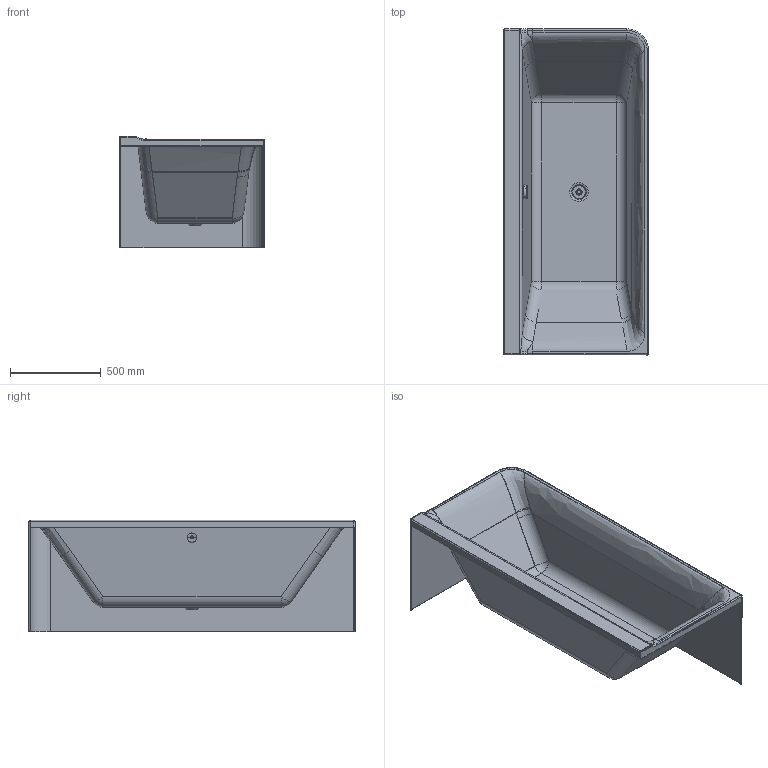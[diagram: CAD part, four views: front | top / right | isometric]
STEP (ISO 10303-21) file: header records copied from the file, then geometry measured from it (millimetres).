
FILE_DESCRIPTION((''),'2;1');
FILE_NAME('700379.stp','2015-06-19T14:56:47',('Administrator'),(''),'Autodesk Inventor 2011','Autodesk Inventor 2011','');
FILE_SCHEMA(('CONFIG_CONTROL_DESIGN'));
Length unit declared in the file: millimetre
Products named in the file (4): 700379; Stopfen; Verschluss_Ueberlauf
Assembly tree (3 placements, depth 2):
  700379
    700379
    Stopfen
    Verschluss_Ueberlauf
Bounding box: 800.25 x 1800.12 x 615 mm (x, y, z)
Volume: 21511264.2 mm3; surface area: 8650968.5 mm2
Topology: 3 solids, 3 shells, 311 faces, 802 edges, 478 vertices
Faces by surface type: plane 123, cylinder 95, bspline 54, sphere 17, torus 17, cone 5
Full cylindrical faces by diameter (mm): 9.2 x1, 13 x1, 14.5 x1, 24 x1, 29.2 x1, 32 x2, 52 x1, 72 x1
Entity records: 52626 total; most frequent: CARTESIAN_POINT 45038, ORIENTED_EDGE 1522, DIRECTION 1444, EDGE_CURVE 761, AXIS2_PLACEMENT_3D 538, VERTEX_POINT 464, VECTOR 368, LINE 368
